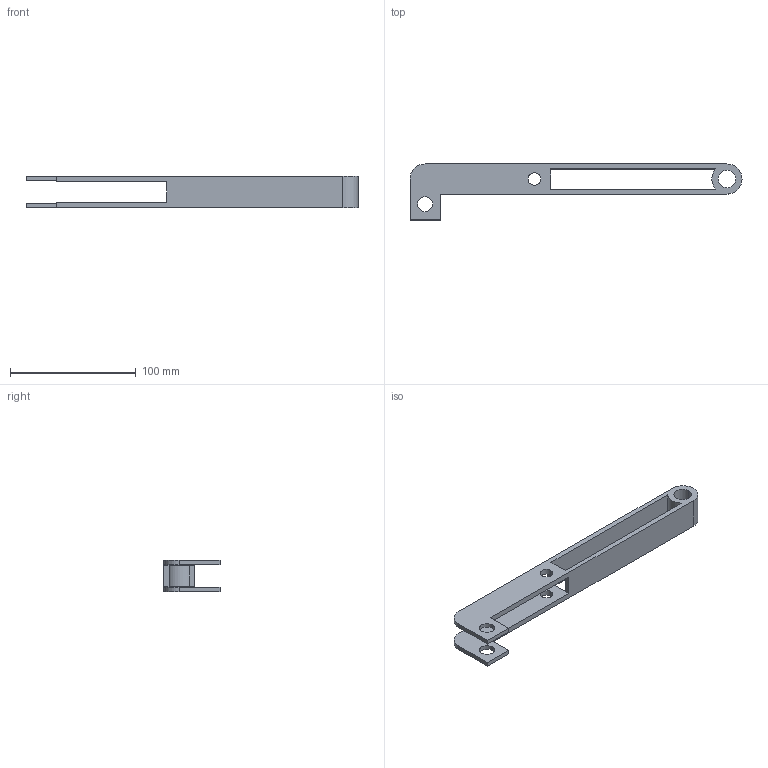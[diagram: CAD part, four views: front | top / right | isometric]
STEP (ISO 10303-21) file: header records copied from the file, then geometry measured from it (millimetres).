
FILE_DESCRIPTION((''),'2;1');
FILE_NAME('5-05','2022-01-09T15:25:33',('Y'),('FoxCAVITY'),'CREO PARAMETRIC BY PTC INC, 2020454','CREO PARAMETRIC BY PTC INC, 2020454','');
FILE_SCHEMA(('CONFIG_CONTROL_DESIGN'));
Length unit declared in the file: millimetre
Products named in the file (1): 5-05
Bounding box: 264.4 x 44.63 x 25 mm (x, y, z)
Volume: 59093.3 mm3; surface area: 33866.6 mm2
Topology: 1 solids, 1 shells, 36 faces, 102 edges, 66 vertices
Faces by surface type: plane 22, cylinder 14
Entity records: 1232 total; most frequent: CARTESIAN_POINT 204, ORIENTED_EDGE 204, DIRECTION 202, EDGE_CURVE 102, VECTOR 74, LINE 74, VERTEX_POINT 66, AXIS2_PLACEMENT_3D 64
